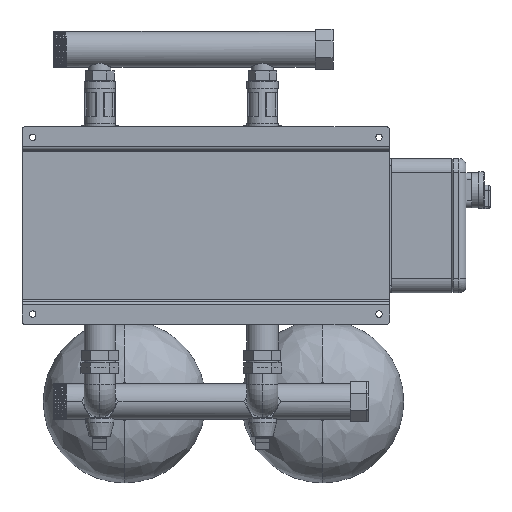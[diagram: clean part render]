
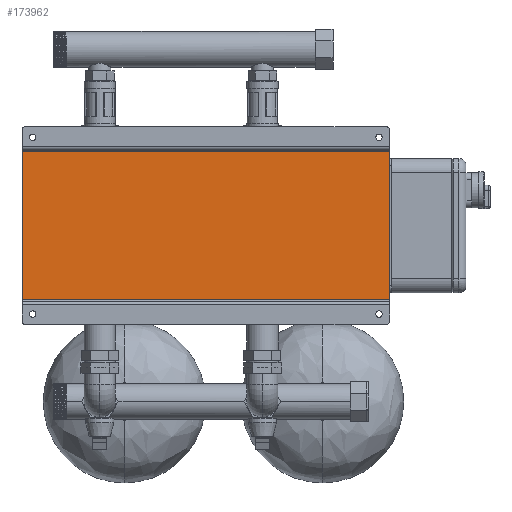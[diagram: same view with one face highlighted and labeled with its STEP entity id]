
A CAD part, front view. The second image highlights one B-rep face of the part: STEP entity #173962.
In plain terms, the highlighted planar face has unit normal (0, -1, 0).
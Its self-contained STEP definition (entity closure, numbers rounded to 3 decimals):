
#2123 = VERTEX_POINT ( 'NONE', #136995 ) ;
#5949 = DIRECTION ( 'NONE',  ( -1., 0., 0. ) ) ;
#7993 = VECTOR ( 'NONE', #43718, 1000. ) ;
#13339 = VERTEX_POINT ( 'NONE', #128104 ) ;
#14219 = CARTESIAN_POINT ( 'NONE',  ( 260., 51., -105. ) ) ;
#22439 = CARTESIAN_POINT ( 'NONE',  ( 260., 51., -105. ) ) ;
#25942 = ORIENTED_EDGE ( 'NONE', *, *, #103255, .T. ) ;
#30634 = EDGE_LOOP ( 'NONE', ( #135427, #141835, #99979, #25942 ) ) ;
#32391 = EDGE_CURVE ( 'NONE', #2123, #13339, #155355, .T. ) ;
#35952 = LINE ( 'NONE', #161390, #75996 ) ;
#42030 = VECTOR ( 'NONE', #5949, 1000. ) ;
#43718 = DIRECTION ( 'NONE',  ( 0., 0., -1. ) ) ;
#56715 = VERTEX_POINT ( 'NONE', #134498 ) ;
#57349 = PLANE ( 'NONE',  #166784 ) ;
#57438 = CARTESIAN_POINT ( 'NONE',  ( -260., 51., -105. ) ) ;
#66736 = EDGE_CURVE ( 'NONE', #56715, #95701, #35952, .T. ) ;
#71253 = FACE_OUTER_BOUND ( 'NONE', #30634, .T. ) ;
#75996 = VECTOR ( 'NONE', #175275, 1000. ) ;
#85983 = DIRECTION ( 'NONE',  ( 0., 0., 1. ) ) ;
#88875 = LINE ( 'NONE', #22439, #42030 ) ;
#95701 = VERTEX_POINT ( 'NONE', #14219 ) ;
#99979 = ORIENTED_EDGE ( 'NONE', *, *, #66736, .F. ) ;
#103255 = EDGE_CURVE ( 'NONE', #56715, #2123, #113141, .T. ) ;
#104319 = VECTOR ( 'NONE', #126116, 1000. ) ;
#112757 = CARTESIAN_POINT ( 'NONE',  ( 260., 51., -105. ) ) ;
#113141 = LINE ( 'NONE', #129769, #104319 ) ;
#118471 = EDGE_CURVE ( 'NONE', #95701, #13339, #88875, .T. ) ;
#126116 = DIRECTION ( 'NONE',  ( -1., 0., 0. ) ) ;
#128104 = CARTESIAN_POINT ( 'NONE',  ( -260., 51., -105. ) ) ;
#129769 = CARTESIAN_POINT ( 'NONE',  ( 260., 51., 105. ) ) ;
#134498 = CARTESIAN_POINT ( 'NONE',  ( 260., 51., 105. ) ) ;
#135427 = ORIENTED_EDGE ( 'NONE', *, *, #32391, .T. ) ;
#136995 = CARTESIAN_POINT ( 'NONE',  ( -260., 51., 105. ) ) ;
#141835 = ORIENTED_EDGE ( 'NONE', *, *, #118471, .F. ) ;
#155355 = LINE ( 'NONE', #57438, #7993 ) ;
#161390 = CARTESIAN_POINT ( 'NONE',  ( 260., 51., 105. ) ) ;
#166784 = AXIS2_PLACEMENT_3D ( 'NONE', #112757, #182094, #85983 ) ;
#173962 = ADVANCED_FACE ( 'NONE', ( #71253 ), #57349, .F. ) ;
#175275 = DIRECTION ( 'NONE',  ( 0., 0., -1. ) ) ;
#182094 = DIRECTION ( 'NONE',  ( 0., 1., 0. ) ) ;
